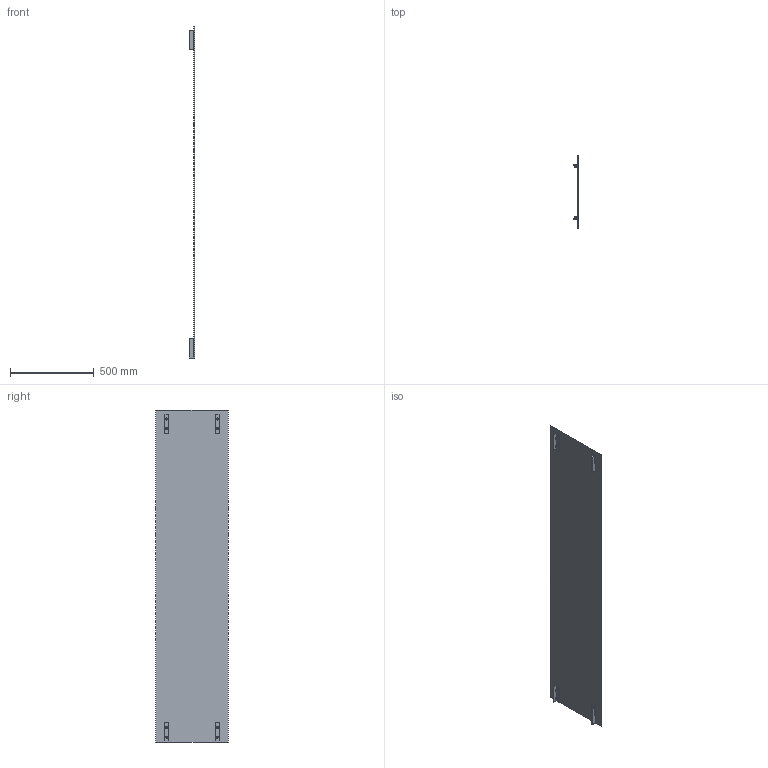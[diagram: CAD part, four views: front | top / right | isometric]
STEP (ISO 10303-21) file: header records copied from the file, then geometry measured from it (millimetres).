
FILE_DESCRIPTION(/* description */ (''),/* implementation_level */ '2;1');
FILE_NAME(/* name */ 'GE-18119.iam.stp',/* time_stamp */ '2018-01-01T11:24:02-08:00',/* author */ ('PhillipD'),/* organization */ (''),/* preprocessor_version */ 'ST-DEVELOPER v16.13',/* originating_system */ 'Autodesk Inventor 2018',/* authorisation */ '');
FILE_SCHEMA (('AUTOMOTIVE_DESIGN { 1 0 10303 214 3 1 1 }'));
Length unit declared in the file: inch
Products named in the file (5): GE-18119; GE-18020; GE-18076; flat_hex_.25_20_1_91253A542; nylock_.25_20
Assembly tree (21 placements, depth 2):
  GE-18119
    GE-18020
    GE-18076  x4
    flat_hex_.25_20_1_91253A542  x8
    nylock_.25_20  x8
Bounding box: 31.95 x 431.8 x 1987.55 mm (x, y, z)
Volume: 5526820.8 mm3; surface area: 1808277.5 mm2
Topology: 29 solids, 29 shells, 382 faces, 740 edges, 440 vertices
Faces by surface type: plane 206, cone 88, cylinder 56, torus 32
Full cylindrical faces by diameter (mm): 5.232 x8, 6.35 x16, 6.756 x8, 6.843 x8, 7.541 x8, 13.487 x8
Entity records: 2110 total; most frequent: DIRECTION 350, CARTESIAN_POINT 344, ORIENTED_EDGE 238, AXIS2_PLACEMENT_3D 151, EDGE_LOOP 130, EDGE_CURVE 119, VERTEX_POINT 91, FACE_OUTER_BOUND 72
